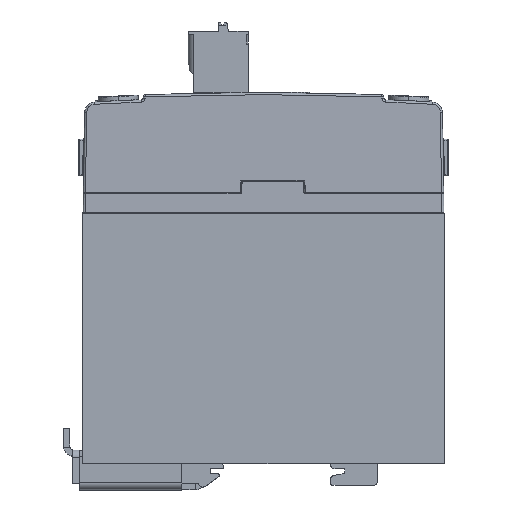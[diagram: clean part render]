
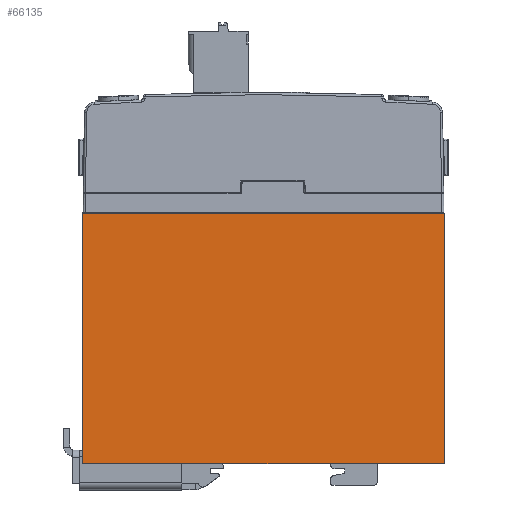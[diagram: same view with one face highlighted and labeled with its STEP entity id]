
A CAD part, top view. The second image highlights one B-rep face of the part: STEP entity #66135.
In plain terms, the highlighted face is planar.
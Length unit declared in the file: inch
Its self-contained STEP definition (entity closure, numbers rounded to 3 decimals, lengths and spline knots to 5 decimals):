
#5039 = VECTOR ( 'NONE', #92386, 39.37008 ) ;
#7542 = VECTOR ( 'NONE', #232787, 39.37008 ) ;
#7761 = VERTEX_POINT ( 'NONE', #184674 ) ;
#10924 = DIRECTION ( 'NONE',  ( 0., -1., 0. ) ) ;
#28667 = VERTEX_POINT ( 'NONE', #219456 ) ;
#38857 = EDGE_CURVE ( 'NONE', #96333, #7761, #217285, .T. ) ;
#42039 = VECTOR ( 'NONE', #52484, 39.37008 ) ;
#51294 = CARTESIAN_POINT ( 'NONE',  ( -0.44291, -1.2248, 1.77165 ) ) ;
#52484 = DIRECTION ( 'NONE',  ( 0., -1., 0. ) ) ;
#55987 = LINE ( 'NONE', #113057, #5039 ) ;
#66135 = ADVANCED_FACE ( 'NONE', ( #237635 ), #185310, .F. ) ;
#67404 = VERTEX_POINT ( 'NONE', #155602 ) ;
#68416 = VECTOR ( 'NONE', #10924, 39.37008 ) ;
#68438 = EDGE_CURVE ( 'NONE', #28667, #67404, #214069, .T. ) ;
#73688 = EDGE_CURVE ( 'NONE', #67404, #7761, #55987, .T. ) ;
#74331 = ORIENTED_EDGE ( 'NONE', *, *, #86627, .T. ) ;
#75727 = CARTESIAN_POINT ( 'NONE',  ( -0.44291, 1.2248, -1.77165 ) ) ;
#76035 = DIRECTION ( 'NONE',  ( 0., 1., 0. ) ) ;
#85812 = LINE ( 'NONE', #221446, #7542 ) ;
#86627 = EDGE_CURVE ( 'NONE', #28667, #96333, #85812, .T. ) ;
#92386 = DIRECTION ( 'NONE',  ( 0., 0., -1. ) ) ;
#96333 = VERTEX_POINT ( 'NONE', #75727 ) ;
#113057 = CARTESIAN_POINT ( 'NONE',  ( -0.44291, -1.2248, 1.77165 ) ) ;
#130733 = CARTESIAN_POINT ( 'NONE',  ( -0.44291, -1.2248, 1.77165 ) ) ;
#130807 = ORIENTED_EDGE ( 'NONE', *, *, #73688, .F. ) ;
#155602 = CARTESIAN_POINT ( 'NONE',  ( -0.44291, -1.2248, 1.77165 ) ) ;
#184126 = DIRECTION ( 'NONE',  ( 1., 0., 0. ) ) ;
#184674 = CARTESIAN_POINT ( 'NONE',  ( -0.44291, -1.2248, -1.77165 ) ) ;
#185310 = PLANE ( 'NONE',  #232867 ) ;
#202017 = ORIENTED_EDGE ( 'NONE', *, *, #38857, .T. ) ;
#202165 = ORIENTED_EDGE ( 'NONE', *, *, #68438, .F. ) ;
#214069 = LINE ( 'NONE', #51294, #42039 ) ;
#216076 = CARTESIAN_POINT ( 'NONE',  ( -0.44291, -1.2248, -1.77165 ) ) ;
#217285 = LINE ( 'NONE', #216076, #68416 ) ;
#219456 = CARTESIAN_POINT ( 'NONE',  ( -0.44291, 1.2248, 1.77165 ) ) ;
#221446 = CARTESIAN_POINT ( 'NONE',  ( -0.44291, 1.2248, 1.77165 ) ) ;
#230046 = EDGE_LOOP ( 'NONE', ( #202017, #130807, #202165, #74331 ) ) ;
#232787 = DIRECTION ( 'NONE',  ( 0., 0., -1. ) ) ;
#232867 = AXIS2_PLACEMENT_3D ( 'NONE', #130733, #184126, #76035 ) ;
#237635 = FACE_OUTER_BOUND ( 'NONE', #230046, .T. ) ;
